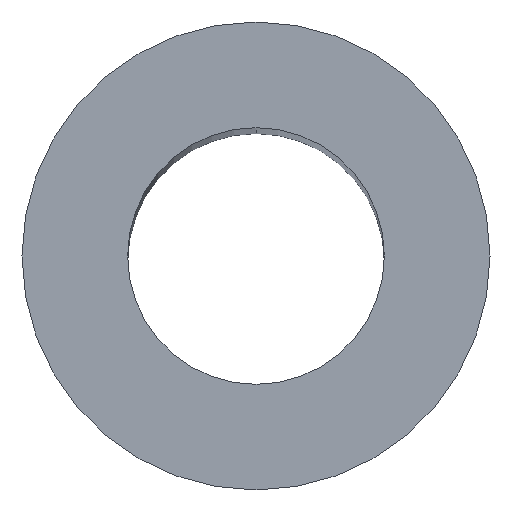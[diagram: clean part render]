
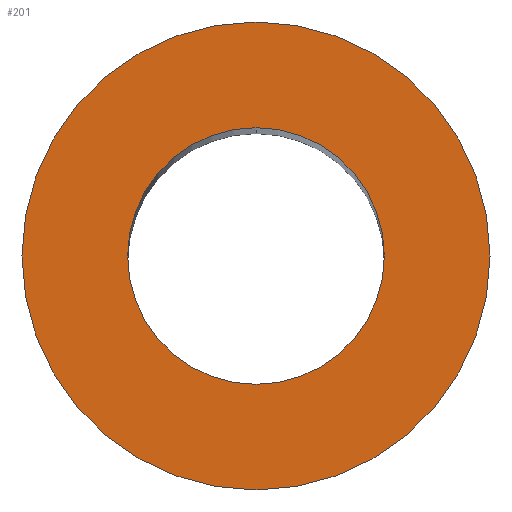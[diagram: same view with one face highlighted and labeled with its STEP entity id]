
A CAD part, top view. The second image highlights one B-rep face of the part: STEP entity #201.
In plain terms, the highlighted planar face has unit normal (0, 0, 1).
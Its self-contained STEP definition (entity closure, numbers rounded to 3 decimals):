
#97=CARTESIAN_POINT('Vertex',(0.,9.146,133.35)) ;
#104=CARTESIAN_POINT('Vertex',(0.,-9.146,133.35)) ;
#107=CARTESIAN_POINT('Axis2P3D Location',(0.,0.,133.35)) ;
#124=CARTESIAN_POINT('Axis2P3D Location',(0.,0.,133.35)) ;
#128=CARTESIAN_POINT('Vertex',(0.,5.017,133.35)) ;
#130=CARTESIAN_POINT('Vertex',(0.,-5.017,133.35)) ;
#159=CARTESIAN_POINT('Axis2P3D Location',(0.,0.,133.35)) ;
#176=CARTESIAN_POINT('Axis2P3D Location',(0.,0.,133.35)) ;
#188=CARTESIAN_POINT('Axis2P3D Location',(0.,0.,133.35)) ;
#108=DIRECTION('Axis2P3D Direction',(0.,0.,1.)) ;
#125=DIRECTION('Axis2P3D Direction',(0.,0.,1.)) ;
#160=DIRECTION('Axis2P3D Direction',(0.,0.,1.)) ;
#177=DIRECTION('Axis2P3D Direction',(0.,0.,1.)) ;
#189=DIRECTION('Axis2P3D Direction',(0.,0.,1.)) ;
#190=DIRECTION('Axis2P3D XDirection',(1.,0.,0.)) ;
#109=AXIS2_PLACEMENT_3D('Circle Axis2P3D',#107,#108,$) ;
#126=AXIS2_PLACEMENT_3D('Circle Axis2P3D',#124,#125,$) ;
#161=AXIS2_PLACEMENT_3D('Circle Axis2P3D',#159,#160,$) ;
#178=AXIS2_PLACEMENT_3D('Circle Axis2P3D',#176,#177,$) ;
#191=AXIS2_PLACEMENT_3D('Plane Axis2P3D',#188,#189,#190) ;
#110=CIRCLE('generated circle',#109,9.146) ;
#127=CIRCLE('generated circle',#126,5.017) ;
#162=CIRCLE('generated circle',#161,5.017) ;
#179=CIRCLE('generated circle',#178,9.146) ;
#192=PLANE('',#191) ;
#200=FACE_BOUND('',#197,.T.) ;
#111=EDGE_CURVE('',#98,#105,#110,.T.) ;
#132=EDGE_CURVE('',#129,#131,#127,.T.) ;
#163=EDGE_CURVE('',#131,#129,#162,.T.) ;
#180=EDGE_CURVE('',#105,#98,#179,.T.) ;
#194=ORIENTED_EDGE('',*,*,#180,.T.) ;
#195=ORIENTED_EDGE('',*,*,#111,.T.) ;
#198=ORIENTED_EDGE('',*,*,#132,.F.) ;
#199=ORIENTED_EDGE('',*,*,#163,.F.) ;
#193=EDGE_LOOP('',(#194,#195)) ;
#197=EDGE_LOOP('',(#198,#199)) ;
#98=VERTEX_POINT('',#97) ;
#105=VERTEX_POINT('',#104) ;
#129=VERTEX_POINT('',#128) ;
#131=VERTEX_POINT('',#130) ;
#201=ADVANCED_FACE('PartBody',(#196,#200),#192,.T.) ;
#196=FACE_OUTER_BOUND('',#193,.T.) ;
